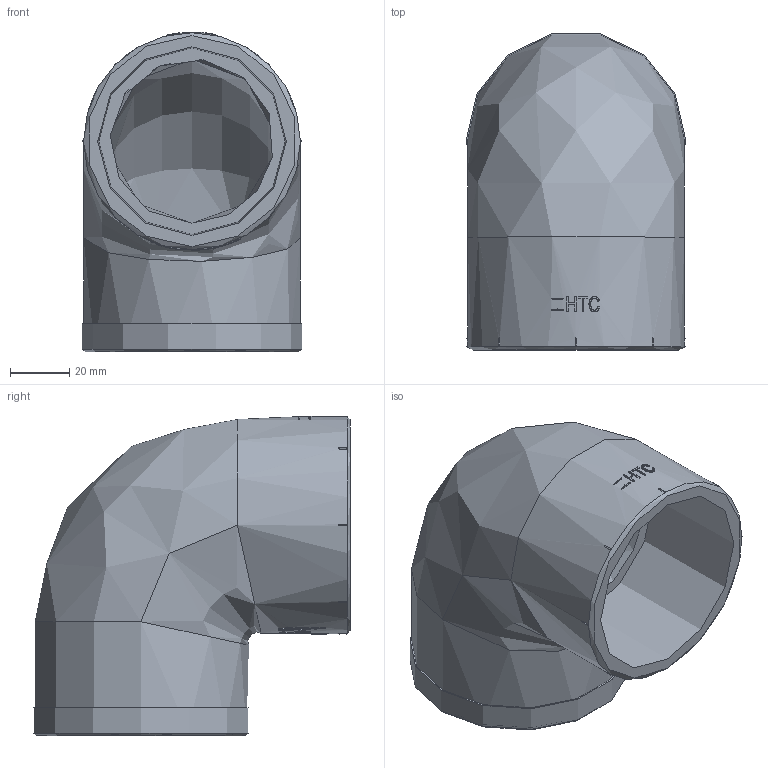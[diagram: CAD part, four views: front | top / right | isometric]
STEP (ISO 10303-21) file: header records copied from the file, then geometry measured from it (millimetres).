
FILE_DESCRIPTION(/* description */ (''),/* implementation_level */ '2;1');
FILE_NAME(/* name */ 'Z6C063063+铁圈.stp',/* time_stamp */ '2025-03-24T09:41:38+08:00',/* author */ (''),/* organization */ (''),/* preprocessor_version */ 'ST-DEVELOPER v16',/* originating_system */ 'SIEMENS PLM Software NX 10.0',/* authorisation */ '');
FILE_SCHEMA (('AUTOMOTIVE_DESIGN { 1 0 10303 214 3 1 1 1 }'));
Products named in the file (1): gelv16D465C6lpc6
Bounding box: 74 x 106.57 x 107.75 mm (x, y, z)
Volume: 195585.4 mm3; surface area: 66302.3 mm2
Topology: 2 solids, 2 shells, 1836 faces, 5274 edges, 3466 vertices
Faces by surface type: bspline 1549, plane 127, cylinder 122, sphere 32, torus 5, cone 1
Full cylindrical faces by diameter (mm): 55.2 x2, 59.614 x11, 60.8 x1, 64 x1, 73 x3, 74 x1
Entity records: 102082 total; most frequent: CARTESIAN_POINT 57788, ORIENTED_EDGE 10370, DIRECTION 8847, EDGE_CURVE 5185, AXIS2_PLACEMENT_3D 3535, VERTEX_POINT 3437, ELLIPSE 3033, EDGE_LOOP 1902
